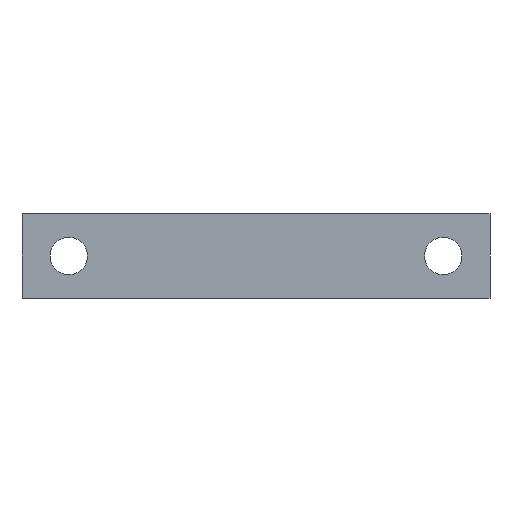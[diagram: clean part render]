
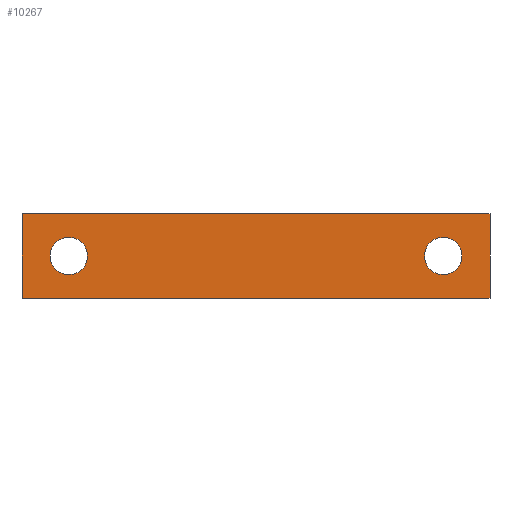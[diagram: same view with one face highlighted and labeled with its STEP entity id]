
A CAD part, front view. The second image highlights one B-rep face of the part: STEP entity #10267.
In plain terms, the highlighted planar face has unit normal (0, -1, 0).
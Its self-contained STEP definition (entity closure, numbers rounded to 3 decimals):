
#1181 = LINE ( 'NONE', #5943, #1795 ) ;
#1401 = ORIENTED_EDGE ( 'NONE', *, *, #3888, .F. ) ;
#1795 = VECTOR ( 'NONE', #8505, 1000. ) ;
#1928 = DIRECTION ( 'NONE',  ( 0., 1., 0. ) ) ;
#2446 = DIRECTION ( 'NONE',  ( 0., 0., -1. ) ) ;
#2639 = ORIENTED_EDGE ( 'NONE', *, *, #9235, .T. ) ;
#2651 = DIRECTION ( 'NONE',  ( 0., -1., 0. ) ) ;
#2764 = AXIS2_PLACEMENT_3D ( 'NONE', #7771, #14345, #6718 ) ;
#2917 = AXIS2_PLACEMENT_3D ( 'NONE', #10273, #2651, #11620 ) ;
#2979 = ORIENTED_EDGE ( 'NONE', *, *, #8822, .T. ) ;
#3093 = DIRECTION ( 'NONE',  ( 1., 0., 0. ) ) ;
#3117 = CIRCLE ( 'NONE', #2764, 2. ) ;
#3134 = LINE ( 'NONE', #8216, #15081 ) ;
#3888 = EDGE_CURVE ( 'NONE', #12719, #14961, #4684, .T. ) ;
#4355 = ORIENTED_EDGE ( 'NONE', *, *, #15945, .F. ) ;
#4409 = CARTESIAN_POINT ( 'NONE',  ( -25., -3.4, 4.5 ) ) ;
#4684 = CIRCLE ( 'NONE', #2917, 2. ) ;
#4843 = AXIS2_PLACEMENT_3D ( 'NONE', #8284, #1928, #8123 ) ;
#5312 = CARTESIAN_POINT ( 'NONE',  ( -20., -3.4, -2. ) ) ;
#5569 = VERTEX_POINT ( 'NONE', #10568 ) ;
#5705 = VERTEX_POINT ( 'NONE', #12172 ) ;
#5938 = ORIENTED_EDGE ( 'NONE', *, *, #10295, .F. ) ;
#5943 = CARTESIAN_POINT ( 'NONE',  ( -25., -3.4, 4.5 ) ) ;
#6460 = AXIS2_PLACEMENT_3D ( 'NONE', #7278, #12387, #16184 ) ;
#6718 = DIRECTION ( 'NONE',  ( 0., 0., 1. ) ) ;
#7278 = CARTESIAN_POINT ( 'NONE',  ( -25., -3.4, 4.5 ) ) ;
#7655 = EDGE_CURVE ( 'NONE', #10616, #5705, #16399, .T. ) ;
#7771 = CARTESIAN_POINT ( 'NONE',  ( -20., -3.4, 0. ) ) ;
#8123 = DIRECTION ( 'NONE',  ( 0., 0., 1. ) ) ;
#8216 = CARTESIAN_POINT ( 'NONE',  ( -25., -3.4, -4.5 ) ) ;
#8284 = CARTESIAN_POINT ( 'NONE',  ( 20., -3.4, 0. ) ) ;
#8505 = DIRECTION ( 'NONE',  ( 1., 0., 0. ) ) ;
#8736 = DIRECTION ( 'NONE',  ( 0., 1., 0. ) ) ;
#8822 = EDGE_CURVE ( 'NONE', #14212, #5569, #9987, .T. ) ;
#8916 = EDGE_CURVE ( 'NONE', #16400, #12278, #12562, .T. ) ;
#9165 = CARTESIAN_POINT ( 'NONE',  ( 20., -3.4, -2. ) ) ;
#9235 = EDGE_CURVE ( 'NONE', #12278, #16400, #14978, .T. ) ;
#9987 = LINE ( 'NONE', #11142, #14772 ) ;
#10267 = ADVANCED_FACE ( 'NONE', ( #15353, #16544, #13743 ), #14912, .F. ) ;
#10273 = CARTESIAN_POINT ( 'NONE',  ( -20., -3.4, 0. ) ) ;
#10295 = EDGE_CURVE ( 'NONE', #14212, #10616, #1181, .T. ) ;
#10495 = AXIS2_PLACEMENT_3D ( 'NONE', #16368, #8736, #11627 ) ;
#10568 = CARTESIAN_POINT ( 'NONE',  ( -25., -3.4, -4.5 ) ) ;
#10612 = VECTOR ( 'NONE', #14167, 1000. ) ;
#10616 = VERTEX_POINT ( 'NONE', #13334 ) ;
#11142 = CARTESIAN_POINT ( 'NONE',  ( -25., -3.4, 4.5 ) ) ;
#11620 = DIRECTION ( 'NONE',  ( 0., 0., 1. ) ) ;
#11627 = DIRECTION ( 'NONE',  ( 0., 0., 1. ) ) ;
#12172 = CARTESIAN_POINT ( 'NONE',  ( 25., -3.4, -4.5 ) ) ;
#12278 = VERTEX_POINT ( 'NONE', #9165 ) ;
#12387 = DIRECTION ( 'NONE',  ( 0., 1., 0. ) ) ;
#12562 = CIRCLE ( 'NONE', #10495, 2. ) ;
#12719 = VERTEX_POINT ( 'NONE', #5312 ) ;
#13334 = CARTESIAN_POINT ( 'NONE',  ( 25., -3.4, 4.5 ) ) ;
#13743 = FACE_BOUND ( 'NONE', #16495, .T. ) ;
#13750 = ORIENTED_EDGE ( 'NONE', *, *, #8916, .T. ) ;
#14167 = DIRECTION ( 'NONE',  ( 0., 0., -1. ) ) ;
#14212 = VERTEX_POINT ( 'NONE', #4409 ) ;
#14221 = CARTESIAN_POINT ( 'NONE',  ( 25., -3.4, 4.5 ) ) ;
#14345 = DIRECTION ( 'NONE',  ( 0., -1., 0. ) ) ;
#14603 = EDGE_LOOP ( 'NONE', ( #4355, #1401 ) ) ;
#14772 = VECTOR ( 'NONE', #2446, 1000. ) ;
#14860 = CARTESIAN_POINT ( 'NONE',  ( -20., -3.4, 2. ) ) ;
#14912 = PLANE ( 'NONE',  #6460 ) ;
#14961 = VERTEX_POINT ( 'NONE', #14860 ) ;
#14978 = CIRCLE ( 'NONE', #4843, 2. ) ;
#15081 = VECTOR ( 'NONE', #3093, 1000. ) ;
#15314 = EDGE_CURVE ( 'NONE', #5569, #5705, #3134, .T. ) ;
#15353 = FACE_BOUND ( 'NONE', #14603, .T. ) ;
#15523 = ORIENTED_EDGE ( 'NONE', *, *, #7655, .F. ) ;
#15797 = ORIENTED_EDGE ( 'NONE', *, *, #15314, .T. ) ;
#15913 = EDGE_LOOP ( 'NONE', ( #15797, #15523, #5938, #2979 ) ) ;
#15945 = EDGE_CURVE ( 'NONE', #14961, #12719, #3117, .T. ) ;
#16184 = DIRECTION ( 'NONE',  ( 0., 0., 1. ) ) ;
#16368 = CARTESIAN_POINT ( 'NONE',  ( 20., -3.4, 0. ) ) ;
#16399 = LINE ( 'NONE', #14221, #10612 ) ;
#16400 = VERTEX_POINT ( 'NONE', #16548 ) ;
#16495 = EDGE_LOOP ( 'NONE', ( #13750, #2639 ) ) ;
#16544 = FACE_OUTER_BOUND ( 'NONE', #15913, .T. ) ;
#16548 = CARTESIAN_POINT ( 'NONE',  ( 20., -3.4, 2. ) ) ;
